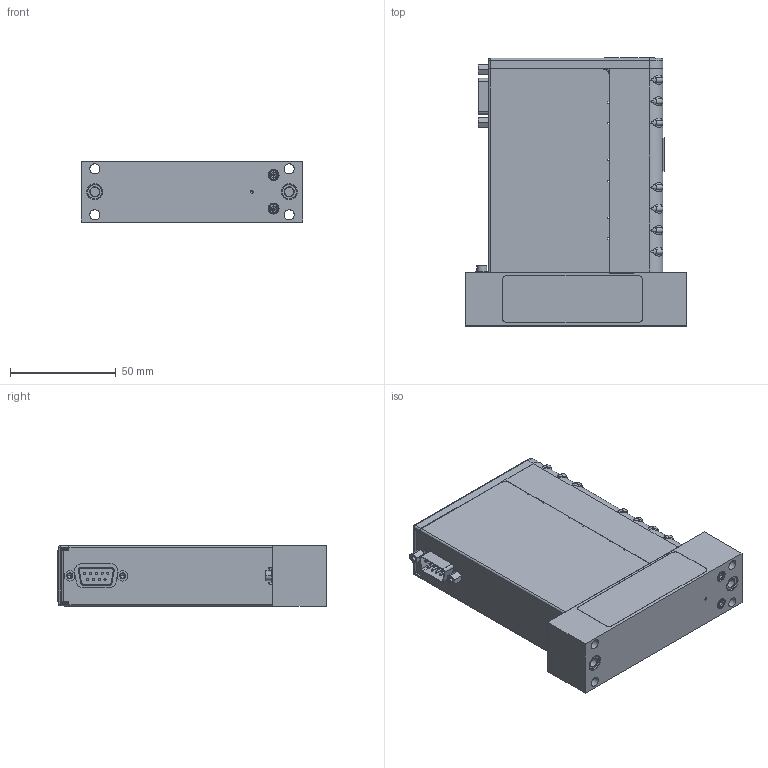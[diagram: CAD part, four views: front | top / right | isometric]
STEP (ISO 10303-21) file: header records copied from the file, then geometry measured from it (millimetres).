
FILE_DESCRIPTION((''),'2;1');
FILE_NAME('133746_PCAXXXXR54DT_ASM','2015-12-18T',('cockrofm'),(''),'PRO/ENGINEER BY PARAMETRIC TECHNOLOGY CORPORATION, 2011490','PRO/ENGINEER BY PARAMETRIC TECHNOLOGY CORPORATION, 2011490','');
FILE_SCHEMA(('CONFIG_CONTROL_DESIGN'));
Length unit declared in the file: inch
Products named in the file (22): 160-9715; 160-0088_NO4_1-1-8_LG; 114-9989_CONN_RJ45; 133494_CCA_CPU_ASM; 072-6203_DNET_SW_MODEL; 133491_ISO_PWR-SENSOR_ASM; 114-0146_TLW-105-06-G-D; 110-9987_MFR-PART_MD9M3S000; 134492-G6_9PIN_RS485_ASM; 132101-P4_DIGITAL_PIPC; 160-0153_PH_FH_TYPE-AB_3_16LNG; 134096-G6_RS485_DWNSTRM_ASM; 132100_COVER-DISPLAY-PI; 134100-P1_LABEL-POSITION1; 134100-P1_LABEL-POSITION3; 122676; 134101-P3_PI-PC_DNET; 160-0172_JACKSCREW_316X316_4-40; 133772-P2_PC99_C-SEAL; 133630-G2_9-PIN; 160-3779; 133746_PCAXXXXR54DT_ASM
Assembly tree (26 placements, depth 5):
  133746_PCAXXXXR54DT_ASM
    160-9715  x2
    160-0088_NO4_1-1-8_LG  x2
    134096-G6_RS485_DWNSTRM_ASM
      133494_CCA_CPU_ASM
        114-9989_CONN_RJ45
      134492-G6_9PIN_RS485_ASM
        133491_ISO_PWR-SENSOR_ASM
          072-6203_DNET_SW_MODEL  x3
        114-0146_TLW-105-06-G-D
        110-9987_MFR-PART_MD9M3S000
      132101-P4_DIGITAL_PIPC
      160-0153_PH_FH_TYPE-AB_3_16LNG
    132100_COVER-DISPLAY-PI
    134100-P1_LABEL-POSITION1
    134100-P1_LABEL-POSITION3
    122676
    134101-P3_PI-PC_DNET
    160-0172_JACKSCREW_316X316_4-40  x2
    133772-P2_PC99_C-SEAL
    133630-G2_9-PIN
    160-3779
Bounding box: 104.9 x 126.9 x 28.92 mm (x, y, z)
Volume: 100631.5 mm3; surface area: 81790.7 mm2
Topology: 32 solids, 41 shells, 1389 faces, 3357 edges, 2049 vertices
Faces by surface type: plane 623, cylinder 446, bspline 222, cone 62, torus 32, sphere 4
Entity records: 39938 total; most frequent: CARTESIAN_POINT 13104, ORIENTED_EDGE 5522, DIRECTION 5202, EDGE_CURVE 2777, AXIS2_PLACEMENT_3D 1808, VERTEX_POINT 1782, VECTOR 1586, LINE 1586
